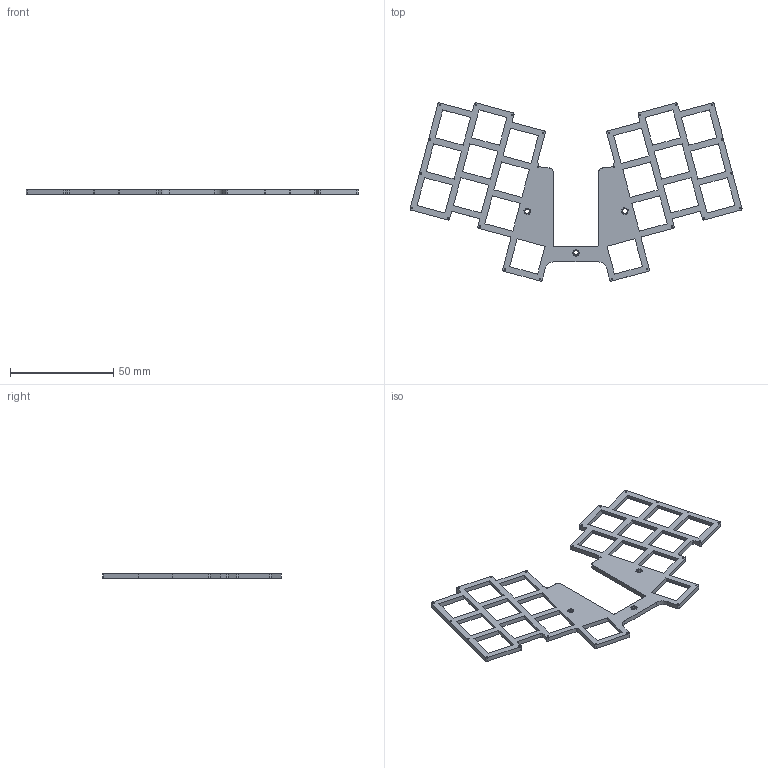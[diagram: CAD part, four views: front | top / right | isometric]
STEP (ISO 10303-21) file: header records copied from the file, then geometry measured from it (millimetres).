
FILE_DESCRIPTION(/* description */ ('KiCad electronic assembly'),/* implementation_level */ '2;1');
FILE_NAME(/* name */ '10x2 Aileron v15 plate.step',/* time_stamp */ '2025-07-14T19:37:11-04:00',/* author */ (''),/* organization */ (''),/* preprocessor_version */ 'ST-DEVELOPER v20.1',/* originating_system */ 'Autodesk Translation Framework v14.10.0.0',/* authorisation */ '');
FILE_SCHEMA (('AUTOMOTIVE_DESIGN { 1 0 10303 214 3 1 1 }'));
Length unit declared in the file: millimetre
Products named in the file (1): capsule3_v3G_plate 1
Bounding box: 160.97 x 86.47 x 2.2 mm (x, y, z)
Volume: 7993.4 mm3; surface area: 11579.2 mm2
Topology: 1 solids, 1 shells, 285 faces, 849 edges, 566 vertices
Faces by surface type: plane 198, cylinder 87
Full cylindrical faces by diameter (mm): 0.4 x24, 0.6 x24, 2.2 x3
Entity records: 9857 total; most frequent: CARTESIAN_POINT 1701, ORIENTED_EDGE 1698, DIRECTION 1595, EDGE_CURVE 849, LINE 675, VECTOR 675, VERTEX_POINT 566, AXIS2_PLACEMENT_3D 460
